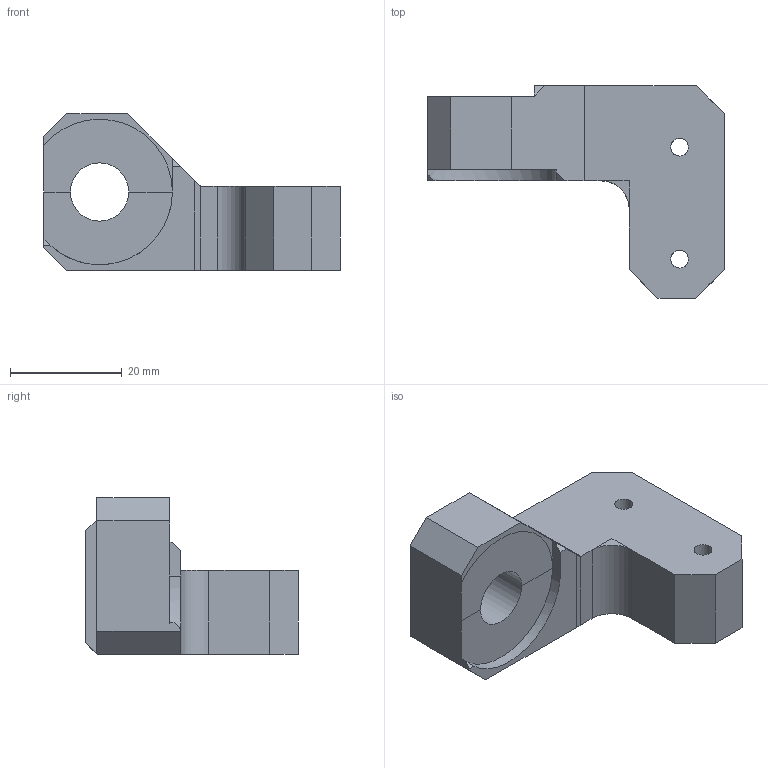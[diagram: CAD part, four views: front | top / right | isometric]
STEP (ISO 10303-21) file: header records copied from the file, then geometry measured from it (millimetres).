
FILE_DESCRIPTION(('FreeCAD Model'),'2;1');
FILE_NAME('psu-y-part.step','2020-04-17T16:22:35',('Author'),(''), 'Open CASCADE STEP processor 7.3','FreeCAD','Unknown');
FILE_SCHEMA(('AUTOMOTIVE_DESIGN { 1 0 10303 214 1 1 1 1 }'));
Length unit declared in the file: millimetre
Products named in the file (1): difference002
Bounding box: 53 x 38 x 28 mm (x, y, z)
Volume: 18847.8 mm3; surface area: 6307.9 mm2
Topology: 1 solids, 1 shells, 76 faces, 197 edges, 124 vertices
Faces by surface type: plane 47, bspline 24, cylinder 5
Full cylindrical faces by diameter (mm): 3.2 x2, 10.4 x1
Entity records: 6539 total; most frequent: CARTESIAN_POINT 2619, DIRECTION 415, ORIENTED_EDGE 394, PCURVE 394, DEFINITIONAL_REPRESENTATION 394, B_SPLINE_CURVE_WITH_KNOTS 290, LINE 278, VECTOR 278
